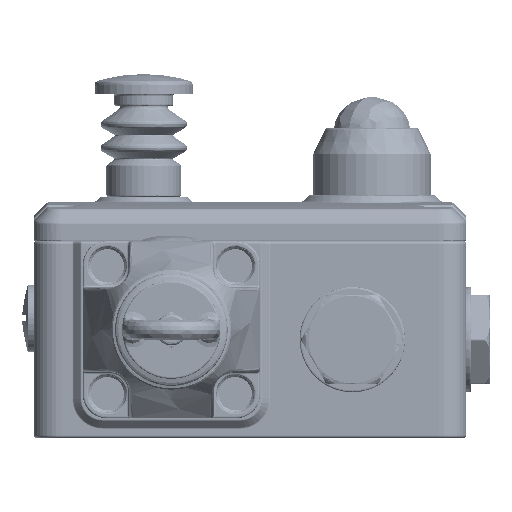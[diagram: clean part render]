
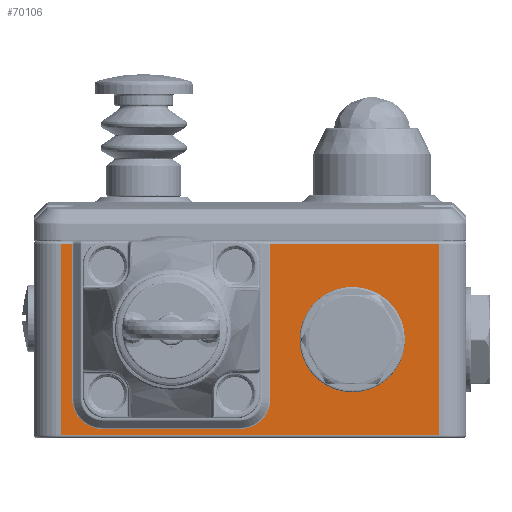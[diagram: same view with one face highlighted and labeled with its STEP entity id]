
A CAD part, left-side view. The second image highlights one B-rep face of the part: STEP entity #70106.
In plain terms, the highlighted planar face has unit normal (-1, 0, 0).
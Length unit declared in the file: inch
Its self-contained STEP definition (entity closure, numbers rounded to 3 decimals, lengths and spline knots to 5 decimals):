
#2348 = CARTESIAN_POINT ( 'NONE',  ( 0., 0.98425, -1.14173 ) ) ;
#3278 = VECTOR ( 'NONE', #119795, 39.37008 ) ;
#4213 = DIRECTION ( 'NONE',  ( 0., 1., 0. ) ) ;
#4651 = VERTEX_POINT ( 'NONE', #134691 ) ;
#5112 = CARTESIAN_POINT ( 'NONE',  ( 0., 0.09027, -3.64173 ) ) ;
#12586 = CARTESIAN_POINT ( 'NONE',  ( 0., 1.94094, 0. ) ) ;
#14610 = VECTOR ( 'NONE', #120937, 39.37008 ) ;
#16654 = CARTESIAN_POINT ( 'NONE',  ( 0., 1.41732, -1.14173 ) ) ;
#17782 = VECTOR ( 'NONE', #172060, 39.37008 ) ;
#20010 = LINE ( 'NONE', #75620, #116201 ) ;
#25073 = LINE ( 'NONE', #162539, #3278 ) ;
#26480 = EDGE_CURVE ( 'NONE', #4651, #119758, #102539, .T. ) ;
#26646 = DIRECTION ( 'NONE',  ( 0., 0., 1. ) ) ;
#27712 = VERTEX_POINT ( 'NONE', #148011 ) ;
#28546 = CARTESIAN_POINT ( 'NONE',  ( 0., 1.94094, 0. ) ) ;
#28782 = DIRECTION ( 'NONE',  ( -1., 0., 0. ) ) ;
#30237 = DIRECTION ( 'NONE',  ( -1., 0., 0. ) ) ;
#34618 = DIRECTION ( 'NONE',  ( 0., -1., 0. ) ) ;
#35209 = DIRECTION ( 'NONE',  ( -1., 0., 0. ) ) ;
#36210 = VERTEX_POINT ( 'NONE', #16654 ) ;
#37011 = CARTESIAN_POINT ( 'NONE',  ( 0., 0.98425, -1.14173 ) ) ;
#37525 = ORIENTED_EDGE ( 'NONE', *, *, #144443, .F. ) ;
#40719 = CARTESIAN_POINT ( 'NONE',  ( 0., 1.94094, -4.05512 ) ) ;
#41233 = CARTESIAN_POINT ( 'NONE',  ( 0., 0.02756, -4.33071 ) ) ;
#42246 = CARTESIAN_POINT ( 'NONE',  ( 0., 0.55118, -1.14173 ) ) ;
#42347 = EDGE_CURVE ( 'NONE', #157480, #58247, #110807, .T. ) ;
#44255 = DIRECTION ( 'NONE',  ( 0., -1., 0. ) ) ;
#47391 = CARTESIAN_POINT ( 'NONE',  ( 0., 0., -4.05512 ) ) ;
#47973 = DIRECTION ( 'NONE',  ( 0., -1., 0. ) ) ;
#48788 = AXIS2_PLACEMENT_3D ( 'NONE', #94153, #131445, #117812 ) ;
#50219 = EDGE_CURVE ( 'NONE', #50443, #55136, #179524, .T. ) ;
#50443 = VERTEX_POINT ( 'NONE', #132011 ) ;
#55136 = VERTEX_POINT ( 'NONE', #153056 ) ;
#55921 = LINE ( 'NONE', #28546, #175972 ) ;
#56691 = CARTESIAN_POINT ( 'NONE',  ( 0., 0.3937, -2.26378 ) ) ;
#57549 = DIRECTION ( 'NONE',  ( 0., 0., -1. ) ) ;
#57647 = AXIS2_PLACEMENT_3D ( 'NONE', #97101, #57904, #113403 ) ;
#57904 = DIRECTION ( 'NONE',  ( 1., 0., 0. ) ) ;
#58247 = VERTEX_POINT ( 'NONE', #125002 ) ;
#58300 = VECTOR ( 'NONE', #57549, 39.37008 ) ;
#60656 = EDGE_CURVE ( 'NONE', #114442, #36210, #99026, .T. ) ;
#64789 = ORIENTED_EDGE ( 'NONE', *, *, #167711, .F. ) ;
#69062 = EDGE_CURVE ( 'NONE', #27712, #157480, #130085, .T. ) ;
#70106 = ADVANCED_FACE ( 'NONE', ( #128807, #127036 ), #97994, .F. ) ;
#72454 = EDGE_LOOP ( 'NONE', ( #114058, #75276, #151789, #37525, #89312, #110805, #126449, #138144, #64789, #118337 ) ) ;
#72622 = EDGE_CURVE ( 'NONE', #36210, #114442, #165191, .T. ) ;
#74640 = EDGE_CURVE ( 'NONE', #100837, #50443, #20010, .T. ) ;
#75239 = CARTESIAN_POINT ( 'NONE',  ( 0., 0., -1.96035 ) ) ;
#75276 = ORIENTED_EDGE ( 'NONE', *, *, #50219, .F. ) ;
#75620 = CARTESIAN_POINT ( 'NONE',  ( 0., 0., -0.27559 ) ) ;
#78941 = EDGE_LOOP ( 'NONE', ( #146940, #160452 ) ) ;
#82266 = EDGE_CURVE ( 'NONE', #149279, #173299, #55921, .T. ) ;
#87498 = LINE ( 'NONE', #47391, #17782 ) ;
#87976 = DIRECTION ( 'NONE',  ( 0., 0., 1. ) ) ;
#89312 = ORIENTED_EDGE ( 'NONE', *, *, #26480, .F. ) ;
#94153 = CARTESIAN_POINT ( 'NONE',  ( 0., 0.3937, -3.64173 ) ) ;
#97101 = CARTESIAN_POINT ( 'NONE',  ( 0., 0., 0. ) ) ;
#97994 = PLANE ( 'NONE',  #57647 ) ;
#98539 = EDGE_CURVE ( 'NONE', #58247, #4651, #145108, .T. ) ;
#99026 = CIRCLE ( 'NONE', #168599, 0.43307 ) ;
#100837 = VERTEX_POINT ( 'NONE', #160518 ) ;
#102539 = LINE ( 'NONE', #75239, #134035 ) ;
#106058 = CARTESIAN_POINT ( 'NONE',  ( 0., 1.94094, -3.94516 ) ) ;
#110805 = ORIENTED_EDGE ( 'NONE', *, *, #98539, .F. ) ;
#110807 = LINE ( 'NONE', #152631, #122050 ) ;
#113403 = DIRECTION ( 'NONE',  ( 0., 0., 1. ) ) ;
#114058 = ORIENTED_EDGE ( 'NONE', *, *, #169637, .F. ) ;
#114442 = VERTEX_POINT ( 'NONE', #42246 ) ;
#116201 = VECTOR ( 'NONE', #34618, 39.37008 ) ;
#117812 = DIRECTION ( 'NONE',  ( 0., 1., 0. ) ) ;
#118337 = ORIENTED_EDGE ( 'NONE', *, *, #82266, .F. ) ;
#119758 = VERTEX_POINT ( 'NONE', #140185 ) ;
#119795 = DIRECTION ( 'NONE',  ( 0., -1., 0. ) ) ;
#120937 = DIRECTION ( 'NONE',  ( 0., 0., 1. ) ) ;
#121649 = AXIS2_PLACEMENT_3D ( 'NONE', #37011, #35209, #47973 ) ;
#122050 = VECTOR ( 'NONE', #87976, 39.37008 ) ;
#124547 = LINE ( 'NONE', #12586, #14610 ) ;
#125002 = CARTESIAN_POINT ( 'NONE',  ( 0., 0.09027, -2.26378 ) ) ;
#125061 = DIRECTION ( 'NONE',  ( 0., 0., 1. ) ) ;
#126449 = ORIENTED_EDGE ( 'NONE', *, *, #42347, .F. ) ;
#127036 = FACE_OUTER_BOUND ( 'NONE', #72454, .T. ) ;
#128807 = FACE_BOUND ( 'NONE', #78941, .T. ) ;
#130085 = CIRCLE ( 'NONE', #48788, 0.30343 ) ;
#131445 = DIRECTION ( 'NONE',  ( -1., 0., 0. ) ) ;
#132011 = CARTESIAN_POINT ( 'NONE',  ( 0., 0.02756, -0.27559 ) ) ;
#134035 = VECTOR ( 'NONE', #4213, 39.37008 ) ;
#134691 = CARTESIAN_POINT ( 'NONE',  ( 0., 0.3937, -1.96035 ) ) ;
#138144 = ORIENTED_EDGE ( 'NONE', *, *, #69062, .F. ) ;
#140185 = CARTESIAN_POINT ( 'NONE',  ( 0., 1.94094, -1.96035 ) ) ;
#144443 = EDGE_CURVE ( 'NONE', #119758, #100837, #124547, .T. ) ;
#145108 = CIRCLE ( 'NONE', #171260, 0.30343 ) ;
#146940 = ORIENTED_EDGE ( 'NONE', *, *, #72622, .F. ) ;
#148011 = CARTESIAN_POINT ( 'NONE',  ( 0., 0.3937, -3.94516 ) ) ;
#149279 = VERTEX_POINT ( 'NONE', #40719 ) ;
#151789 = ORIENTED_EDGE ( 'NONE', *, *, #74640, .F. ) ;
#152631 = CARTESIAN_POINT ( 'NONE',  ( 0., 0.09027, 0. ) ) ;
#153056 = CARTESIAN_POINT ( 'NONE',  ( 0., 0.02756, -4.05512 ) ) ;
#157480 = VERTEX_POINT ( 'NONE', #5112 ) ;
#160452 = ORIENTED_EDGE ( 'NONE', *, *, #60656, .F. ) ;
#160518 = CARTESIAN_POINT ( 'NONE',  ( 0., 1.94094, -0.27559 ) ) ;
#162539 = CARTESIAN_POINT ( 'NONE',  ( 0., 0., -3.94516 ) ) ;
#165191 = CIRCLE ( 'NONE', #121649, 0.43307 ) ;
#167711 = EDGE_CURVE ( 'NONE', #173299, #27712, #25073, .T. ) ;
#168599 = AXIS2_PLACEMENT_3D ( 'NONE', #2348, #28782, #44255 ) ;
#169637 = EDGE_CURVE ( 'NONE', #55136, #149279, #87498, .T. ) ;
#171260 = AXIS2_PLACEMENT_3D ( 'NONE', #56691, #30237, #26646 ) ;
#172060 = DIRECTION ( 'NONE',  ( 0., 1., 0. ) ) ;
#173299 = VERTEX_POINT ( 'NONE', #106058 ) ;
#175972 = VECTOR ( 'NONE', #125061, 39.37008 ) ;
#179524 = LINE ( 'NONE', #41233, #58300 ) ;
